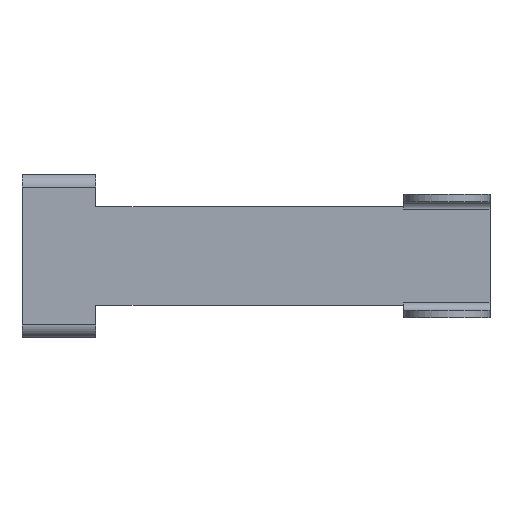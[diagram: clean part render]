
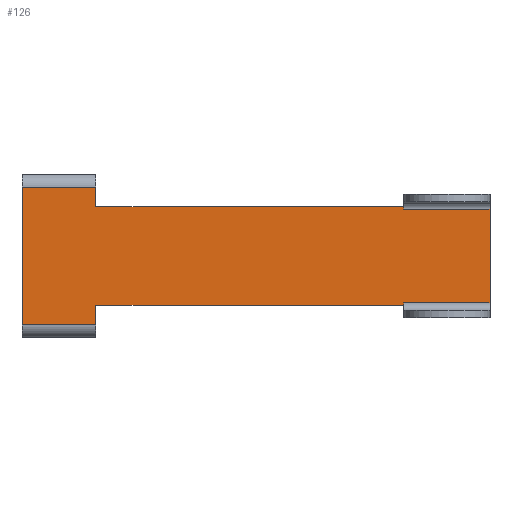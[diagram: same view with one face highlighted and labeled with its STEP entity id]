
A CAD part, front view. The second image highlights one B-rep face of the part: STEP entity #126.
In plain terms, the highlighted planar face has unit normal (0, -1, 0).
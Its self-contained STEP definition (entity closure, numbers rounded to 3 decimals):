
#2 = EDGE_CURVE ( 'NONE', #96, #828, #438, .T. ) ;
#16 = LINE ( 'NONE', #850, #404 ) ;
#30 = ORIENTED_EDGE ( 'NONE', *, *, #1138, .T. ) ;
#40 = DIRECTION ( 'NONE',  ( 0., 0., 1. ) ) ;
#42 = VERTEX_POINT ( 'NONE', #950 ) ;
#56 = VECTOR ( 'NONE', #1261, 1000. ) ;
#91 = VERTEX_POINT ( 'NONE', #784 ) ;
#96 = VERTEX_POINT ( 'NONE', #578 ) ;
#105 = VECTOR ( 'NONE', #341, 1000. ) ;
#126 = ADVANCED_FACE ( 'NONE', ( #368 ), #770, .F. ) ;
#128 = CARTESIAN_POINT ( 'NONE',  ( 19., 0., 0.1 ) ) ;
#131 = ORIENTED_EDGE ( 'NONE', *, *, #909, .F. ) ;
#136 = DIRECTION ( 'NONE',  ( -1., 0., 0. ) ) ;
#182 = CARTESIAN_POINT ( 'NONE',  ( 19., 0., 0.1 ) ) ;
#234 = DIRECTION ( 'NONE',  ( 0., 0., 1. ) ) ;
#239 = CARTESIAN_POINT ( 'NONE',  ( 0., 0., 0. ) ) ;
#275 = VERTEX_POINT ( 'NONE', #595 ) ;
#304 = CARTESIAN_POINT ( 'NONE',  ( 15.5, 0., 3.9 ) ) ;
#306 = EDGE_CURVE ( 'NONE', #427, #622, #1015, .T. ) ;
#310 = CARTESIAN_POINT ( 'NONE',  ( 15.5, 0., 0.1 ) ) ;
#313 = ORIENTED_EDGE ( 'NONE', *, *, #949, .T. ) ;
#341 = DIRECTION ( 'NONE',  ( 1., 0., 0. ) ) ;
#347 = VERTEX_POINT ( 'NONE', #128 ) ;
#350 = VECTOR ( 'NONE', #1021, 1000. ) ;
#354 = ORIENTED_EDGE ( 'NONE', *, *, #1009, .T. ) ;
#368 = FACE_OUTER_BOUND ( 'NONE', #739, .T. ) ;
#382 = VERTEX_POINT ( 'NONE', #941 ) ;
#392 = VECTOR ( 'NONE', #1248, 1000. ) ;
#404 = VECTOR ( 'NONE', #136, 1000. ) ;
#427 = VERTEX_POINT ( 'NONE', #919 ) ;
#431 = ORIENTED_EDGE ( 'NONE', *, *, #954, .T. ) ;
#435 = CARTESIAN_POINT ( 'NONE',  ( 0., 0., 4.8 ) ) ;
#438 = LINE ( 'NONE', #834, #56 ) ;
#439 = CARTESIAN_POINT ( 'NONE',  ( 3., 0., 4.8 ) ) ;
#441 = EDGE_CURVE ( 'NONE', #91, #690, #16, .T. ) ;
#442 = CARTESIAN_POINT ( 'NONE',  ( 3., 0., -0.8 ) ) ;
#490 = VECTOR ( 'NONE', #234, 1000. ) ;
#540 = CARTESIAN_POINT ( 'NONE',  ( 3., 0., 0. ) ) ;
#550 = LINE ( 'NONE', #1249, #618 ) ;
#554 = DIRECTION ( 'NONE',  ( 0., 0., 1. ) ) ;
#578 = CARTESIAN_POINT ( 'NONE',  ( 3., 0., 4. ) ) ;
#595 = CARTESIAN_POINT ( 'NONE',  ( 3., 0., -0.8 ) ) ;
#615 = LINE ( 'NONE', #540, #350 ) ;
#618 = VECTOR ( 'NONE', #838, 1000. ) ;
#621 = ORIENTED_EDGE ( 'NONE', *, *, #306, .F. ) ;
#622 = VERTEX_POINT ( 'NONE', #974 ) ;
#633 = LINE ( 'NONE', #655, #1029 ) ;
#651 = DIRECTION ( 'NONE',  ( -1., 0., 0. ) ) ;
#655 = CARTESIAN_POINT ( 'NONE',  ( 3., 0., 4. ) ) ;
#673 = CARTESIAN_POINT ( 'NONE',  ( 0., 0., 0. ) ) ;
#690 = VERTEX_POINT ( 'NONE', #304 ) ;
#699 = ORIENTED_EDGE ( 'NONE', *, *, #891, .T. ) ;
#735 = LINE ( 'NONE', #442, #105 ) ;
#739 = EDGE_LOOP ( 'NONE', ( #313, #431, #621, #699, #939, #131, #879, #354, #1052, #1204, #30, #1034 ) ) ;
#763 = CARTESIAN_POINT ( 'NONE',  ( 15.5, 0., 0. ) ) ;
#770 = PLANE ( 'NONE',  #805 ) ;
#778 = DIRECTION ( 'NONE',  ( 0., 1., 0. ) ) ;
#784 = CARTESIAN_POINT ( 'NONE',  ( 19., 0., 3.9 ) ) ;
#790 = VECTOR ( 'NONE', #1273, 1000. ) ;
#805 = AXIS2_PLACEMENT_3D ( 'NONE', #673, #778, #40 ) ;
#806 = VERTEX_POINT ( 'NONE', #310 ) ;
#828 = VERTEX_POINT ( 'NONE', #1061 ) ;
#830 = LINE ( 'NONE', #1331, #392 ) ;
#834 = CARTESIAN_POINT ( 'NONE',  ( 0., 0., 4. ) ) ;
#838 = DIRECTION ( 'NONE',  ( 0., 0., -1. ) ) ;
#850 = CARTESIAN_POINT ( 'NONE',  ( 15.5, 0., 3.9 ) ) ;
#879 = ORIENTED_EDGE ( 'NONE', *, *, #992, .T. ) ;
#891 = EDGE_CURVE ( 'NONE', #427, #275, #735, .T. ) ;
#894 = EDGE_CURVE ( 'NONE', #91, #347, #550, .T. ) ;
#896 = VECTOR ( 'NONE', #651, 1000. ) ;
#909 = EDGE_CURVE ( 'NONE', #42, #382, #1159, .T. ) ;
#912 = DIRECTION ( 'NONE',  ( 0., 0., 1. ) ) ;
#919 = CARTESIAN_POINT ( 'NONE',  ( 0., 0., -0.8 ) ) ;
#939 = ORIENTED_EDGE ( 'NONE', *, *, #1194, .T. ) ;
#941 = CARTESIAN_POINT ( 'NONE',  ( 3., 0., 0. ) ) ;
#949 = EDGE_CURVE ( 'NONE', #96, #1283, #633, .T. ) ;
#950 = CARTESIAN_POINT ( 'NONE',  ( 15.5, 0., 0. ) ) ;
#954 = EDGE_CURVE ( 'NONE', #1283, #622, #1068, .T. ) ;
#974 = CARTESIAN_POINT ( 'NONE',  ( 0., 0., 4.8 ) ) ;
#992 = EDGE_CURVE ( 'NONE', #42, #806, #1279, .T. ) ;
#998 = DIRECTION ( 'NONE',  ( 1., 0., 0. ) ) ;
#1009 = EDGE_CURVE ( 'NONE', #806, #347, #1111, .T. ) ;
#1015 = LINE ( 'NONE', #1224, #1241 ) ;
#1021 = DIRECTION ( 'NONE',  ( 0., 0., 1. ) ) ;
#1029 = VECTOR ( 'NONE', #554, 1000. ) ;
#1034 = ORIENTED_EDGE ( 'NONE', *, *, #2, .F. ) ;
#1052 = ORIENTED_EDGE ( 'NONE', *, *, #894, .F. ) ;
#1061 = CARTESIAN_POINT ( 'NONE',  ( 15.5, 0., 4. ) ) ;
#1068 = LINE ( 'NONE', #435, #790 ) ;
#1094 = VECTOR ( 'NONE', #998, 1000. ) ;
#1111 = LINE ( 'NONE', #182, #1094 ) ;
#1138 = EDGE_CURVE ( 'NONE', #690, #828, #830, .T. ) ;
#1159 = LINE ( 'NONE', #239, #896 ) ;
#1194 = EDGE_CURVE ( 'NONE', #275, #382, #615, .T. ) ;
#1204 = ORIENTED_EDGE ( 'NONE', *, *, #441, .T. ) ;
#1224 = CARTESIAN_POINT ( 'NONE',  ( 0., 0., 0. ) ) ;
#1241 = VECTOR ( 'NONE', #912, 1000. ) ;
#1248 = DIRECTION ( 'NONE',  ( 0., 0., 1. ) ) ;
#1249 = CARTESIAN_POINT ( 'NONE',  ( 19., 0., 0. ) ) ;
#1261 = DIRECTION ( 'NONE',  ( 1., 0., 0. ) ) ;
#1273 = DIRECTION ( 'NONE',  ( -1., 0., 0. ) ) ;
#1279 = LINE ( 'NONE', #763, #490 ) ;
#1283 = VERTEX_POINT ( 'NONE', #439 ) ;
#1331 = CARTESIAN_POINT ( 'NONE',  ( 15.5, 0., 0. ) ) ;
